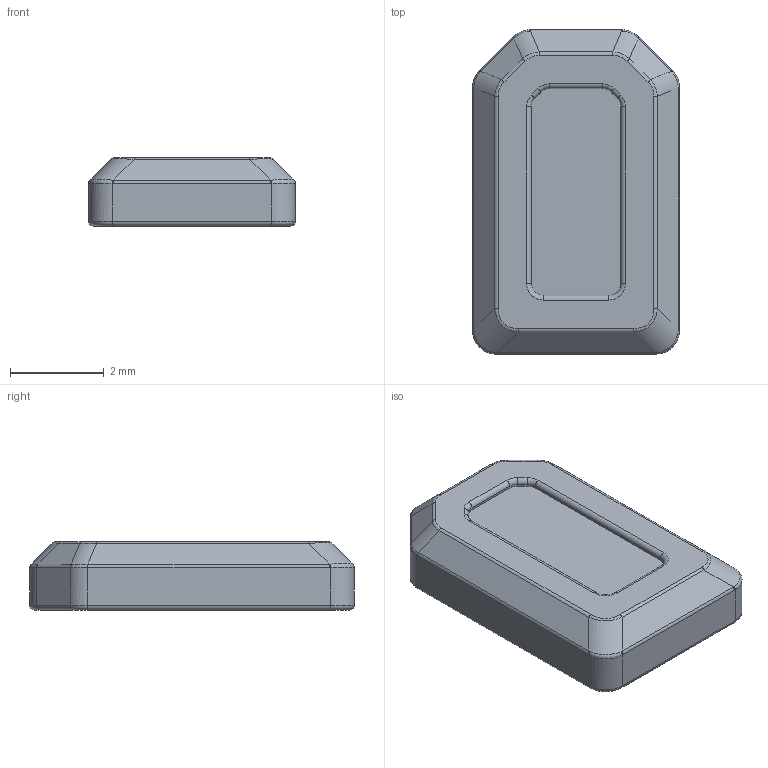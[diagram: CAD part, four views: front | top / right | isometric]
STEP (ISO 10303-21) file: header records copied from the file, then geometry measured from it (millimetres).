
FILE_DESCRIPTION(/* description */ (''),/* implementation_level */ '2;1');
FILE_NAME(/* name */ 'MV2 Layout CAD.step',/* time_stamp */ '2024-09-11T13:01:28-04:00',/* author */ (''),/* organization */ (''),/* preprocessor_version */ 'ST-DEVELOPER v20',/* originating_system */ 'Autodesk Translation Framework v13.14.0.145',/* authorisation */ '');
FILE_SCHEMA (('AUTOMOTIVE_DESIGN { 1 0 10303 214 3 1 1 }'));
Length unit declared in the file: millimetre
Products named in the file (1): P046-0001 LP Diaphragm REVI
Bounding box: 4.4 x 6.9 x 1.45 mm (x, y, z)
Volume: 38.4 mm3; surface area: 84.5 mm2
Topology: 1 solids, 1 shells, 219 faces, 546 edges, 344 vertices
Faces by surface type: plane 89, bspline 73, cylinder 45, torus 12
Full cylindrical faces by diameter (mm): 0.4 x3
Entity records: 7304 total; most frequent: CARTESIAN_POINT 2371, ORIENTED_EDGE 1092, DIRECTION 862, EDGE_CURVE 546, VERTEX_POINT 344, LINE 304, VECTOR 304, AXIS2_PLACEMENT_3D 279
